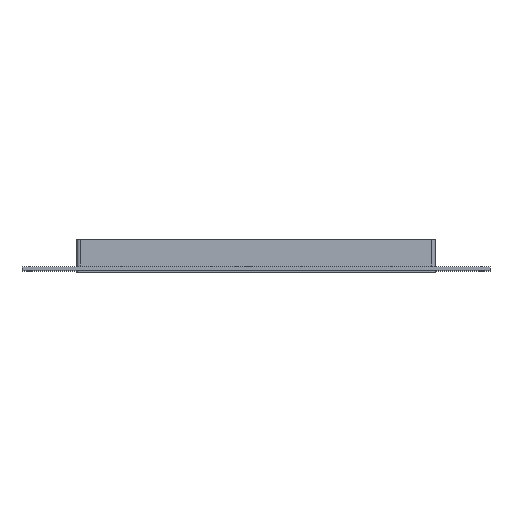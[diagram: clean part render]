
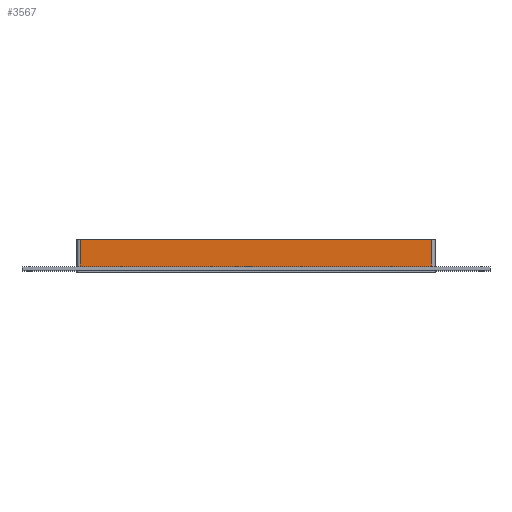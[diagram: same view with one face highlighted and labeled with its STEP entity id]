
A CAD part, top view. The second image highlights one B-rep face of the part: STEP entity #3567.
In plain terms, the highlighted planar face has unit normal (0, 0, 1).
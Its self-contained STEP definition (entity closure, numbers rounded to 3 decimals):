
#1497=CARTESIAN_POINT('',(-321.25,57.0,435.));
#1498=VERTEX_POINT('',#1497);
#1506=CARTESIAN_POINT('',(321.25,57.0,435.));
#1507=VERTEX_POINT('',#1506);
#1508=CARTESIAN_POINT('',(-321.25,57.0,435.));
#1509=DIRECTION('',(1.0,0.0,0.0));
#1510=VECTOR('',#1509,642.5);
#1511=LINE('',#1508,#1510);
#1512=EDGE_CURVE('',#1498,#1507,#1511,.T.);
#3005=CARTESIAN_POINT('',(321.25,6.,435.));
#3006=VERTEX_POINT('',#3005);
#3014=CARTESIAN_POINT('',(-321.25,6.,435.));
#3015=VERTEX_POINT('',#3014);
#3016=CARTESIAN_POINT('',(-321.25,6.,435.));
#3017=DIRECTION('',(1.0,0.0,0.0));
#3018=VECTOR('',#3017,642.5);
#3019=LINE('',#3016,#3018);
#3020=EDGE_CURVE('',#3015,#3006,#3019,.T.);
#3331=CARTESIAN_POINT('',(321.25,57.0,435.));
#3332=DIRECTION('',(0.0,-1.0,0.0));
#3333=VECTOR('',#3332,51.0);
#3334=LINE('',#3331,#3333);
#3335=EDGE_CURVE('',#1507,#3006,#3334,.T.);
#3545=CARTESIAN_POINT('',(-321.25,6.,435.));
#3546=DIRECTION('',(0.0,1.0,0.0));
#3547=VECTOR('',#3546,51.0);
#3548=LINE('',#3545,#3547);
#3549=EDGE_CURVE('',#3015,#1498,#3548,.T.);
#3556=CARTESIAN_POINT('',(-327.25,0.0,435.));
#3557=DIRECTION('',(0.0,0.0,1.0));
#3558=DIRECTION('',(1.0,0.0,0.0));
#3559=AXIS2_PLACEMENT_3D('',#3556,#3557,#3558);
#3560=PLANE('',#3559);
#3561=ORIENTED_EDGE('',*,*,#3020,.T.);
#3562=ORIENTED_EDGE('',*,*,#3335,.F.);
#3563=ORIENTED_EDGE('',*,*,#1512,.F.);
#3564=ORIENTED_EDGE('',*,*,#3549,.F.);
#3565=EDGE_LOOP('',(#3561,#3562,#3563,#3564));
#3566=FACE_OUTER_BOUND('',#3565,.T.);
#3567=ADVANCED_FACE('',(#3566),#3560,.T.);
